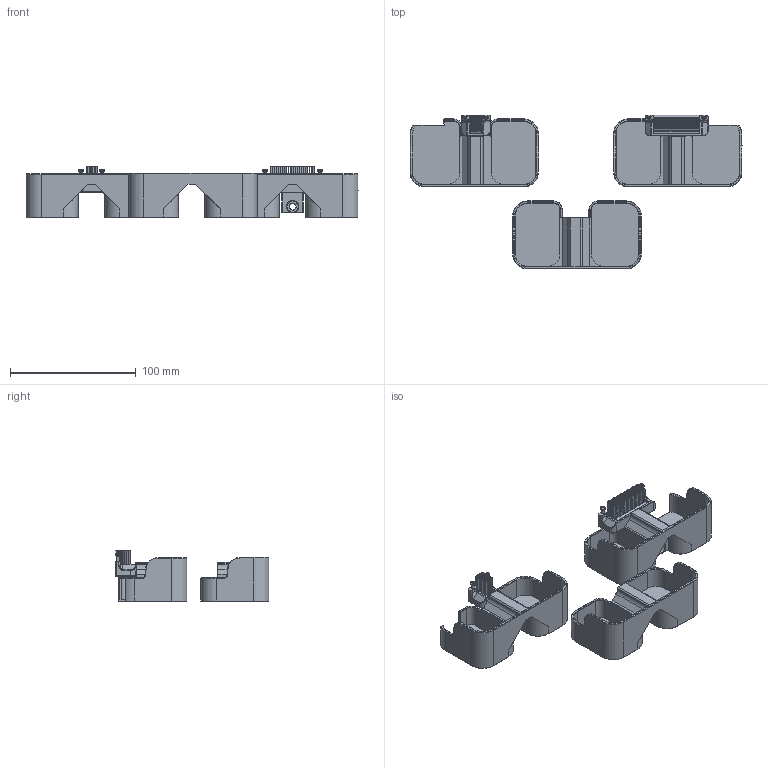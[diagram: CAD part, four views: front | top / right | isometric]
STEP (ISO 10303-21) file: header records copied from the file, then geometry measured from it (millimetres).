
FILE_DESCRIPTION(/* description */ (''),/* implementation_level */ '2;1');
FILE_NAME(/* name */ 'Nozzle Brush and Purge Bucket.step',/* time_stamp */ '2024-09-11T13:35:12-04:00',/* author */ (''),/* organization */ (''),/* preprocessor_version */ 'ST-DEVELOPER v20',/* originating_system */ 'Autodesk Translation Framework v13.14.0.145',/* authorisation */ '');
FILE_SCHEMA (('AUTOMOTIVE_DESIGN { 1 0 10303 214 3 1 1 }'));
Length unit declared in the file: millimetre
Products named in the file (9): Nozzle Brush and Purge Bucket; brush_holder_sheetstop_v1.8_v2.1-2-4_rev4; purge_bucket_250mm_300mm_350mm_v1.8_v2.1-2-4_rev4; Brass_Brush; brush_holder_sheetstop_v1.8_v2.1-2-4_rev4_1; Brass_Brush_1; purge_bucket_right_cutout; Trident_Bucket_Holder; purge_bucket_left_cutout
Assembly tree (8 placements, depth 2):
  Nozzle Brush and Purge Bucket
    brush_holder_sheetstop_v1.8_v2.1-2-4_rev4
    purge_bucket_250mm_300mm_350mm_v1.8_v2.1-2-4_rev4
    Brass_Brush
    brush_holder_sheetstop_v1.8_v2.1-2-4_rev4_1
    Brass_Brush_1
    purge_bucket_right_cutout
    Trident_Bucket_Holder
    purge_bucket_left_cutout
Bounding box: 263.49 x 122.14 x 40.74 mm (x, y, z)
Volume: 106900.3 mm3; surface area: 103443.1 mm2
Topology: 14 solids, 14 shells, 1371 faces, 3116 edges, 1940 vertices
Faces by surface type: plane 732, cylinder 401, cone 153, bspline 57, torus 16, sphere 12
Full cylindrical faces by diameter (mm): 1 x217, 1.6 x4, 1.8 x4, 2 x4, 3 x2, 3.4 x2, 3.5 x4, 4 x4, 4.7 x2, 5.4 x1, 5.5 x2, 6 x4, 9 x1
Entity records: 42440 total; most frequent: CARTESIAN_POINT 10540, DIRECTION 6664, ORIENTED_EDGE 6224, EDGE_CURVE 3112, AXIS2_PLACEMENT_3D 2436, VERTEX_POINT 1940, LINE 1792, VECTOR 1792
